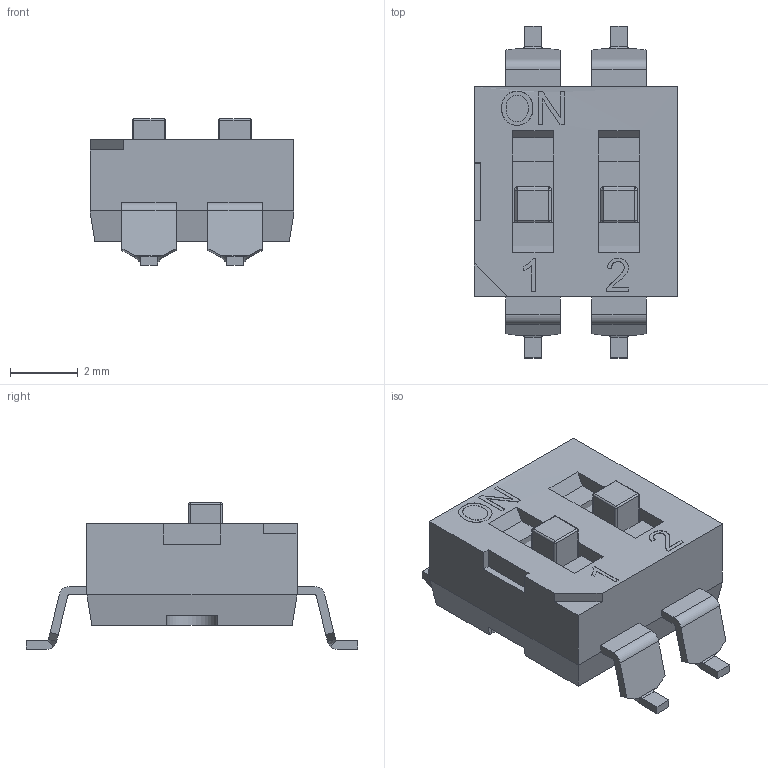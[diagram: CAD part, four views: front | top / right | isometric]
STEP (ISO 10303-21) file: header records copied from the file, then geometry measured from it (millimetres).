
FILE_DESCRIPTION(/* description */ (''),/* implementation_level */ '2;1');
FILE_NAME(/* name */ 'SMD DIP SWITCH 2P.step',/* time_stamp */ '2021-04-01T12:34:37+02:00',/* author */ (''),/* organization */ (''),/* preprocessor_version */ 'ST-DEVELOPER v18.1',/* originating_system */ 'Autodesk Translation Framework v9.10.0.1330',/* authorisation */ '');
FILE_SCHEMA (('AUTOMOTIVE_DESIGN { 1 0 10303 214 3 1 1 }'));
Length unit declared in the file: millimetre
Products named in the file (1): SMD DIP SWITCH 2P
Bounding box: 6.02 x 9.8 x 4.32 mm (x, y, z)
Volume: 115.8 mm3; surface area: 260.1 mm2
Topology: 7 solids, 7 shells, 382 faces, 1029 edges, 648 vertices
Faces by surface type: plane 241, cylinder 109, bspline 16, sphere 8, torus 8
Full cylindrical faces by diameter (mm): 0.57 x2, 0.6 x6
Entity records: 12551 total; most frequent: CARTESIAN_POINT 2830, ORIENTED_EDGE 2058, DIRECTION 1951, EDGE_CURVE 1029, LINE 761, VECTOR 761, VERTEX_POINT 648, AXIS2_PLACEMENT_3D 595
